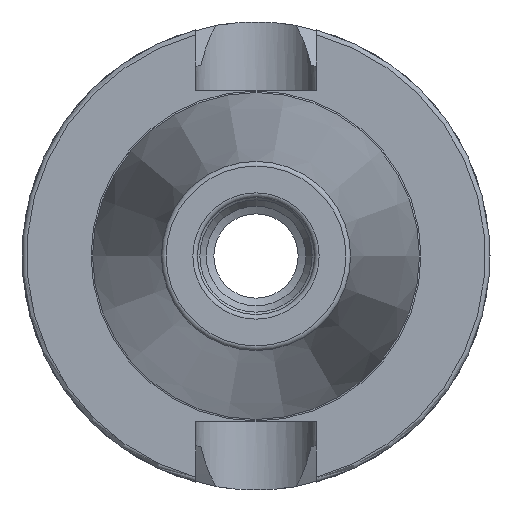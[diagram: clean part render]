
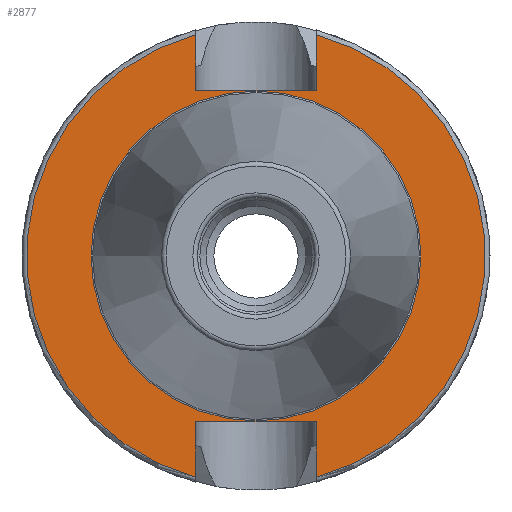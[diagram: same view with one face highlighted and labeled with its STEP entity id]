
A CAD part, left-side view. The second image highlights one B-rep face of the part: STEP entity #2877.
In plain terms, the highlighted planar face has unit normal (-1, 0, 0).
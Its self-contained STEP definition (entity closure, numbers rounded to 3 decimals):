
#302=CARTESIAN_POINT('',(3.,12.85,-35.4));
#303=VERTEX_POINT('',#302);
#310=CARTESIAN_POINT('',(3.,12.85,-47.285));
#311=VERTEX_POINT('',#310);
#312=CARTESIAN_POINT('',(3.0,12.85,-47.285));
#313=DIRECTION('',(0.0,0.0,1.0));
#314=VECTOR('',#313,11.885);
#315=LINE('',#312,#314);
#316=EDGE_CURVE('',#311,#303,#315,.T.);
#393=CARTESIAN_POINT('',(3.,-12.85,-47.285));
#394=VERTEX_POINT('',#393);
#408=CARTESIAN_POINT('',(3.,-12.85,-35.4));
#409=VERTEX_POINT('',#408);
#410=CARTESIAN_POINT('',(3.0,-12.85,-35.4));
#411=DIRECTION('',(0.0,0.0,-1.0));
#412=VECTOR('',#411,11.885);
#413=LINE('',#410,#412);
#414=EDGE_CURVE('',#409,#394,#413,.T.);
#434=CARTESIAN_POINT('',(3.0,12.85,-35.4));
#435=DIRECTION('',(0.0,-1.0,0.0));
#436=VECTOR('',#435,25.7);
#437=LINE('',#434,#436);
#438=EDGE_CURVE('',#303,#409,#437,.T.);
#593=CARTESIAN_POINT('',(3.,12.85,47.285));
#594=VERTEX_POINT('',#593);
#595=CARTESIAN_POINT('',(3.,0.0,0.0));
#596=DIRECTION('',(1.0,0.0,0.0));
#597=DIRECTION('',(0.0,1.0,0.0));
#598=AXIS2_PLACEMENT_3D('',#595,#596,#597);
#599=CIRCLE('',#598,49.);
#600=EDGE_CURVE('',#311,#594,#599,.T.);
#682=CARTESIAN_POINT('',(3.,12.85,35.4));
#683=VERTEX_POINT('',#682);
#684=CARTESIAN_POINT('',(3.0,12.85,35.4));
#685=DIRECTION('',(0.0,0.0,1.0));
#686=VECTOR('',#685,11.885);
#687=LINE('',#684,#686);
#688=EDGE_CURVE('',#683,#594,#687,.T.);
#756=CARTESIAN_POINT('',(3.,-12.85,47.285));
#757=VERTEX_POINT('',#756);
#801=CARTESIAN_POINT('',(3.,-12.85,35.4));
#802=VERTEX_POINT('',#801);
#809=CARTESIAN_POINT('',(3.0,-12.85,47.285));
#810=DIRECTION('',(0.0,0.0,-1.0));
#811=VECTOR('',#810,11.885);
#812=LINE('',#809,#811);
#813=EDGE_CURVE('',#757,#802,#812,.T.);
#826=CARTESIAN_POINT('',(3.0,-12.85,35.4));
#827=DIRECTION('',(0.0,1.0,0.0));
#828=VECTOR('',#827,25.7);
#829=LINE('',#826,#828);
#830=EDGE_CURVE('',#802,#683,#829,.T.);
#2838=CARTESIAN_POINT('',(3.0,35.25,0.0));
#2839=VERTEX_POINT('',#2838);
#2840=CARTESIAN_POINT('',(3.,0.0,0.0));
#2841=DIRECTION('',(1.0,0.0,0.0));
#2842=DIRECTION('',(0.0,1.0,0.0));
#2843=AXIS2_PLACEMENT_3D('',#2840,#2841,#2842);
#2844=CIRCLE('',#2843,35.25);
#2845=EDGE_CURVE('',#2839,#2839,#2844,.T.);
#2853=CARTESIAN_POINT('',(3.0,42.125,0.0));
#2854=DIRECTION('',(-1.0,0.0,0.0));
#2855=DIRECTION('',(0.0,0.0,1.0));
#2856=AXIS2_PLACEMENT_3D('',#2853,#2854,#2855);
#2857=PLANE('',#2856);
#2858=ORIENTED_EDGE('',*,*,#414,.T.);
#2859=CARTESIAN_POINT('',(3.,0.0,0.0));
#2860=DIRECTION('',(1.0,0.0,0.0));
#2861=DIRECTION('',(0.0,1.0,0.0));
#2862=AXIS2_PLACEMENT_3D('',#2859,#2860,#2861);
#2863=CIRCLE('',#2862,49.);
#2864=EDGE_CURVE('',#757,#394,#2863,.T.);
#2865=ORIENTED_EDGE('',*,*,#2864,.F.);
#2866=ORIENTED_EDGE('',*,*,#813,.T.);
#2867=ORIENTED_EDGE('',*,*,#830,.T.);
#2868=ORIENTED_EDGE('',*,*,#688,.T.);
#2869=ORIENTED_EDGE('',*,*,#600,.F.);
#2870=ORIENTED_EDGE('',*,*,#316,.T.);
#2871=ORIENTED_EDGE('',*,*,#438,.T.);
#2872=EDGE_LOOP('',(#2858,#2865,#2866,#2867,#2868,#2869,#2870,#2871));
#2873=FACE_OUTER_BOUND('',#2872,.T.);
#2874=ORIENTED_EDGE('',*,*,#2845,.T.);
#2875=EDGE_LOOP('',(#2874));
#2876=FACE_BOUND('',#2875,.T.);
#2877=ADVANCED_FACE('',(#2873,#2876),#2857,.T.);
